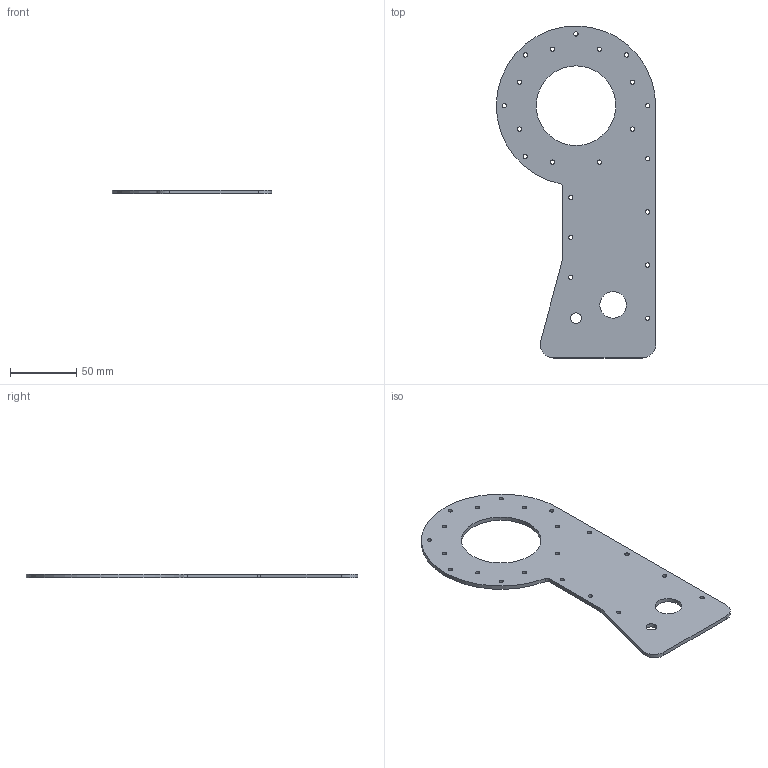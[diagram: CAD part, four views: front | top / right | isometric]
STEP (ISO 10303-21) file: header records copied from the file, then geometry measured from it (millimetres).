
FILE_DESCRIPTION(/* description */ (''),/* implementation_level */ '2;1');
FILE_NAME(/* name */ 'RP_Thigh-cover.stp',/* time_stamp */ '2025-07-22T16:01:13+09:00',/* author */ ('佐藤智貴'),/* organization */ (''),/* preprocessor_version */ 'ST-DEVELOPER v20',/* originating_system */ 'Autodesk Inventor 2024',/* authorisation */ '');
FILE_SCHEMA (('AUTOMOTIVE_DESIGN { 1 0 10303 214 3 1 1 }'));
Length unit declared in the file: millimetre
Products named in the file (1): RP_Thigh-cover
Bounding box: 119.99 x 250 x 3 mm (x, y, z)
Volume: 55529 mm3; surface area: 40503.3 mm2
Topology: 1 solids, 1 shells, 35 faces, 99 edges, 67 vertices
Faces by surface type: cylinder 29, plane 6
Full cylindrical faces by diameter (mm): 3.2 x21, 8.1 x1, 20 x1, 60 x1
Entity records: 1321 total; most frequent: DIRECTION 229, CARTESIAN_POINT 202, ORIENTED_EDGE 198, EDGE_CURVE 99, AXIS2_PLACEMENT_3D 94, EDGE_LOOP 83, VERTEX_POINT 66, CIRCLE 58
